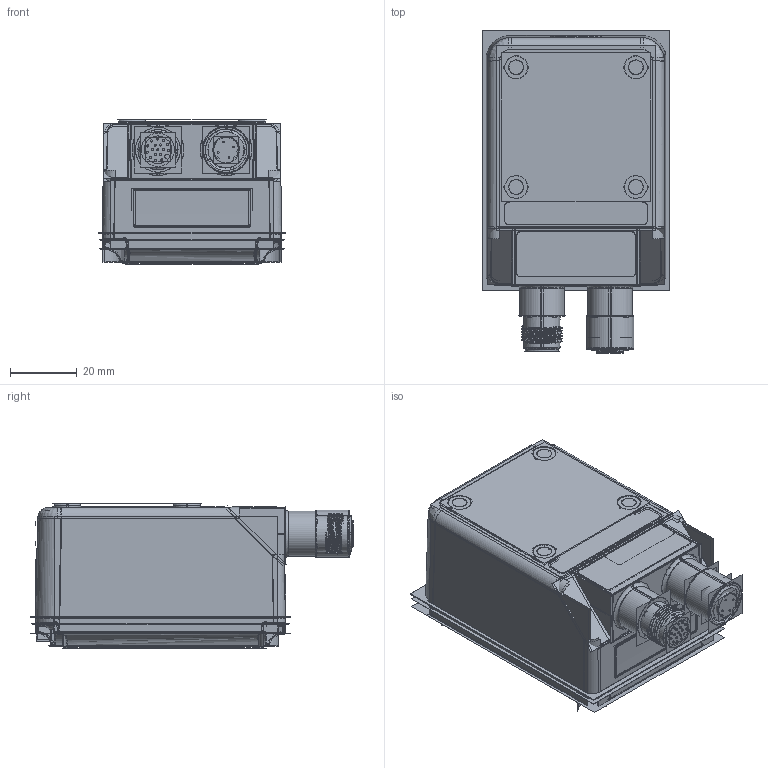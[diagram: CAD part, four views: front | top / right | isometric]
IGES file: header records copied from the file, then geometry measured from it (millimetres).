
Start section:  PTC IGES file: 209230.igs
Global section: file name: 209230.igs; native system: Creo Parametric by PTC Inc.; preprocessor: 2016260; author: pdmadmin; organization: Unknown; date: 20181120.151208; units: millimetre
Bounding box: 56.16 x 96.91 x 43.58 mm (x, y, z)
Volume: 21839.2 mm3; surface area: 330800.3 mm2
Topology: 50 solids, 50 shells, 3928 faces, 19004 edges, 23292 vertices
Faces by surface type: bspline 2956, revolution 972
